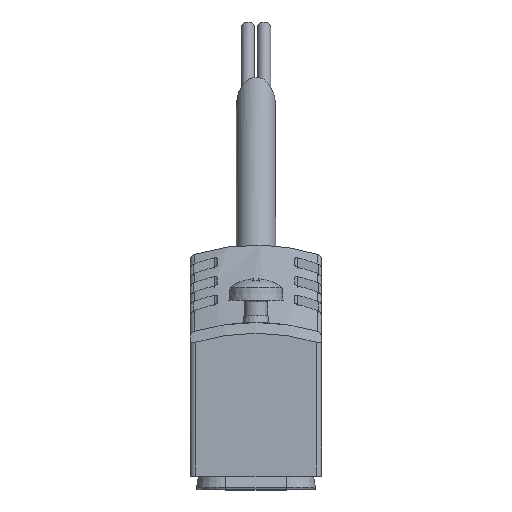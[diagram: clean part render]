
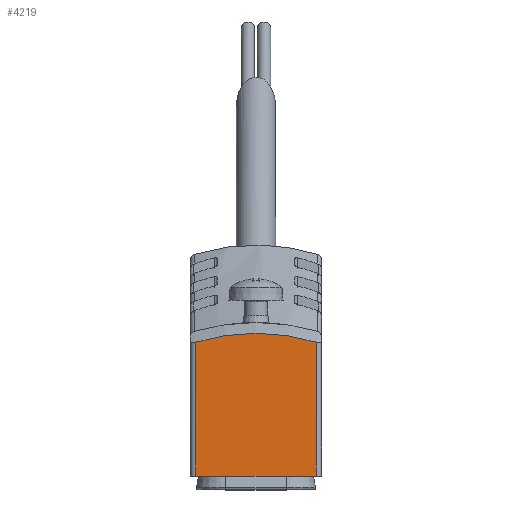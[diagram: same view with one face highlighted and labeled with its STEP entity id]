
A CAD part, top view. The second image highlights one B-rep face of the part: STEP entity #4219.
In plain terms, the highlighted planar face has unit normal (0, 0, 1).
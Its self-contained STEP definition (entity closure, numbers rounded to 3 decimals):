
#347=LINE('',#6336,#596);
#348=LINE('',#6341,#597);
#349=LINE('',#6343,#598);
#596=VECTOR('',#5047,1000.);
#597=VECTOR('',#5050,1000.);
#598=VECTOR('',#5051,1000.);
#1022=ORIENTED_EDGE('',*,*,#1919,.F.);
#1023=ORIENTED_EDGE('',*,*,#1920,.F.);
#1024=ORIENTED_EDGE('',*,*,#1921,.T.);
#1025=ORIENTED_EDGE('',*,*,#1922,.F.);
#1919=EDGE_CURVE('',#2351,#2352,#347,.T.);
#1920=EDGE_CURVE('',#2353,#2351,#2484,.T.);
#1921=EDGE_CURVE('',#2353,#2354,#348,.T.);
#1922=EDGE_CURVE('',#2352,#2354,#349,.T.);
#2351=VERTEX_POINT('',#6337);
#2352=VERTEX_POINT('',#6338);
#2353=VERTEX_POINT('',#6340);
#2354=VERTEX_POINT('',#6342);
#2484=CIRCLE('',#4490,15.4);
#2601=EDGE_LOOP('',(#1022,#1023,#1024,#1025));
#2814=FACE_BOUND('',#2601,.T.);
#3003=PLANE('',#4489);
#4219=ADVANCED_FACE('',(#2814),#3003,.F.);
#4489=AXIS2_PLACEMENT_3D('',#6335,#5045,#5046);
#4490=AXIS2_PLACEMENT_3D('',#6339,#5048,#5049);
#5045=DIRECTION('',(0.,0.,-1.));
#5046=DIRECTION('',(-1.,0.,0.));
#5047=DIRECTION('',(0.,-1.,0.));
#5048=DIRECTION('',(0.,0.,-1.));
#5049=DIRECTION('',(-1.,0.,0.));
#5050=DIRECTION('',(0.,-1.,0.));
#5051=DIRECTION('',(-1.,0.,0.));
#6335=CARTESIAN_POINT('',(4.85,11.35,9.4));
#6336=CARTESIAN_POINT('',(4.45,10.,9.4));
#6337=CARTESIAN_POINT('',(4.45,9.893,9.4));
#6338=CARTESIAN_POINT('',(4.45,0.,9.4));
#6339=CARTESIAN_POINT('',(0.,-4.85,9.4));
#6340=CARTESIAN_POINT('',(-4.45,9.893,9.4));
#6341=CARTESIAN_POINT('',(-4.45,10.,9.4));
#6342=CARTESIAN_POINT('',(-4.45,0.,9.4));
#6343=CARTESIAN_POINT('',(4.85,0.,9.4));
